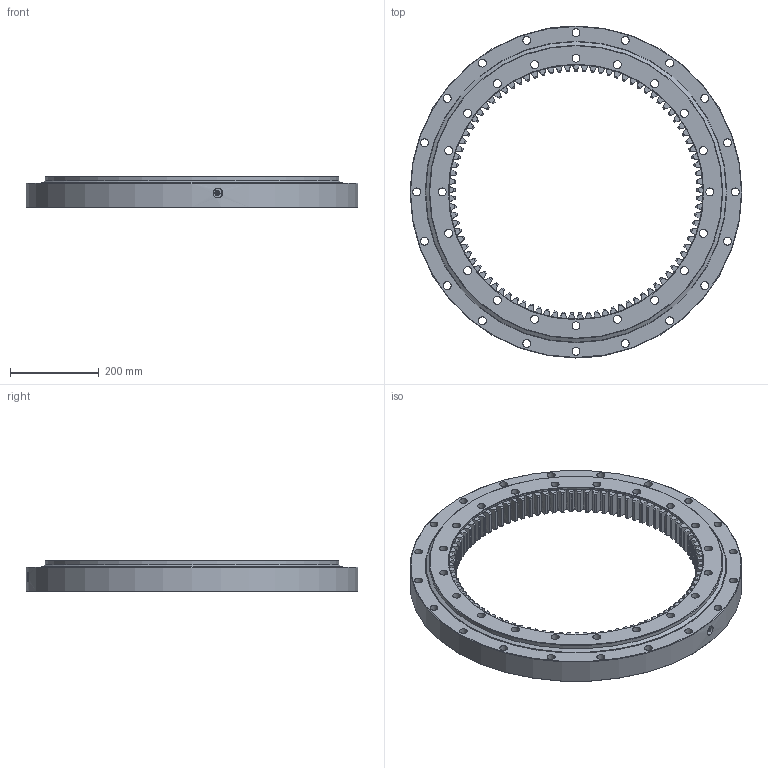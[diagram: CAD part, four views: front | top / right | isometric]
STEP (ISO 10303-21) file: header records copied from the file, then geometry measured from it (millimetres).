
FILE_DESCRIPTION (( 'STEP AP214' ), '1' );
FILE_NAME ('I.750.25.00.D.1.STEP', '2016-11-17T08:48:05', ( '' ), ( '' ), 'SwSTEP 2.0', 'SolidWorks 2015', '' );
FILE_SCHEMA (( 'AUTOMOTIVE_DESIGN' ));
Length unit declared in the file: millimetre
Products named in the file (7): I.750.25.00.D.1; Grease nipple M10x1mm; B.750.B25B.A1N.0 - OR Seal; B.750.B25B.A1N.0 - IR Seal; Ball D25; B.750.B25B.A1N.0 - OR; B.750.B25B.A1N.0 - IR
Assembly tree (77 placements, depth 2):
  I.750.25.00.D.1
    B.750.B25B.A1N.0 - IR
    B.750.B25B.A1N.0 - OR
    Ball D25  x71
    B.750.B25B.A1N.0 - IR Seal
    B.750.B25B.A1N.0 - OR Seal
    Grease nipple M10x1mm  x2
Bounding box: 750 x 750 x 70 mm (x, y, z)
Volume: 9883649.4 mm3; surface area: 1461023.4 mm2
Topology: 77 solids, 77 shells, 1156 faces, 3354 edges, 2221 vertices
Faces by surface type: bspline 372, plane 316, cone 229, cylinder 155, sphere 71, torus 13
Full cylindrical faces by diameter (mm): 3 x2, 5 x2, 9 x2, 10 x2, 18 x40, 22 x2, 575 x1, 649 x2, 660 x1, 663 x4, 666 x1, 677 x2, 750 x1
Entity records: 39217 total; most frequent: CARTESIAN_POINT 13724, ORIENTED_EDGE 5978, DIRECTION 3811, EDGE_CURVE 2989, VERTEX_POINT 2037, AXIS2_PLACEMENT_3D 1298, EDGE_LOOP 1248, B_SPLINE_CURVE_WITH_KNOTS 1243
